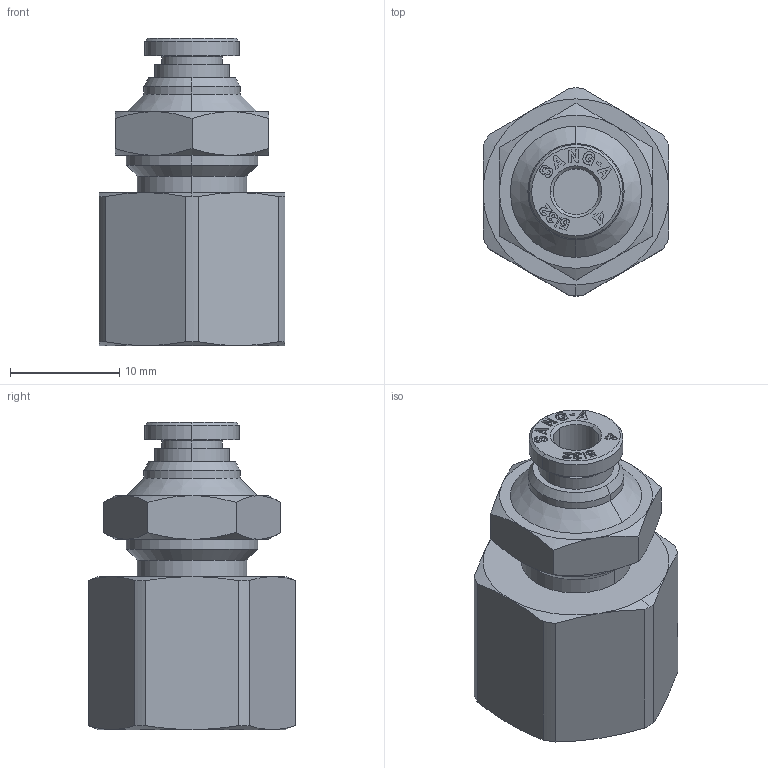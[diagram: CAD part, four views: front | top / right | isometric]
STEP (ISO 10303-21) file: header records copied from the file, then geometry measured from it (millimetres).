
FILE_DESCRIPTION (( 'STEP AP214' ), '1' );
FILE_NAME ('PMF04-G02.stp', '2015-09-23T10:28:57', ( '' ), ( '' ), 'SwSTEP 2.0', 'SolidWorks 2015', '' );
FILE_SCHEMA (( 'AUTOMOTIVE_DESIGN' ));
Length unit declared in the file: millimetre
Products named in the file (2): ｦ+ﾃｦ1; PMF04-G02
Assembly tree (1 placements, depth 2):
  PMF04-G02
    ｦ+ﾃｦ1
Bounding box: 17 x 19 x 28.1 mm (x, y, z)
Volume: 3472.3 mm3; surface area: 2534 mm2
Topology: 1 solids, 1 shells, 442 faces, 1216 edges, 798 vertices
Faces by surface type: plane 348, cone 41, cylinder 27, bspline 26
Entity records: 14464 total; most frequent: CARTESIAN_POINT 3246, ORIENTED_EDGE 2432, DIRECTION 2042, EDGE_CURVE 1216, VECTOR 1006, LINE 1006, VERTEX_POINT 798, AXIS2_PLACEMENT_3D 518
